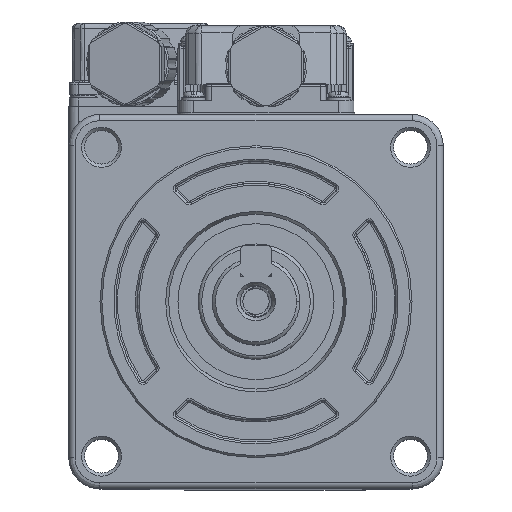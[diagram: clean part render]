
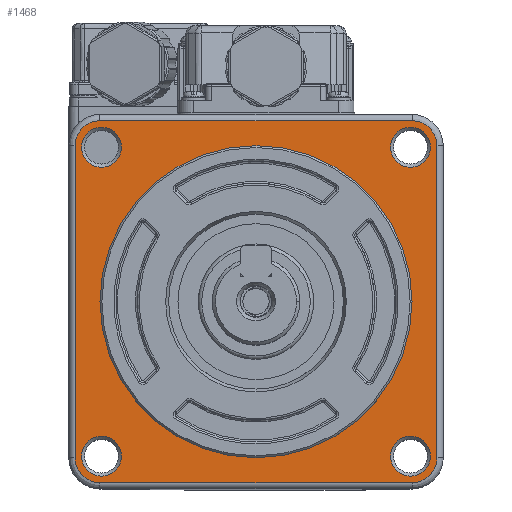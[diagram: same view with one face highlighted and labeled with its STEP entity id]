
A CAD part, top view. The second image highlights one B-rep face of the part: STEP entity #1468.
In plain terms, the highlighted planar face has unit normal (0, 0, 1).
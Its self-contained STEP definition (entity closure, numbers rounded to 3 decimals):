
#457=CARTESIAN_POINT('',(-121.,-25.,-17.1));
#458=VERTEX_POINT('',#457);
#474=CARTESIAN_POINT('',(-121.,25.,-17.1));
#475=VERTEX_POINT('',#474);
#483=CARTESIAN_POINT('',(-121.,25.,-17.1));
#484=DIRECTION('',(0.,-1.,0.));
#485=VECTOR('',#484,50.);
#486=LINE('',#483,#485);
#487=EDGE_CURVE('',#475,#458,#486,.T.);
#741=CARTESIAN_POINT('',(-179.,25.,-17.1));
#742=VERTEX_POINT('',#741);
#758=CARTESIAN_POINT('',(-179.,-25.,-17.1));
#759=VERTEX_POINT('',#758);
#767=CARTESIAN_POINT('',(-179.,-25.,-17.1));
#768=DIRECTION('',(0.,1.,0.));
#769=VECTOR('',#768,50.);
#770=LINE('',#767,#769);
#771=EDGE_CURVE('',#759,#742,#770,.T.);
#983=CARTESIAN_POINT('',(-175.,-29.,-17.1));
#984=VERTEX_POINT('',#983);
#998=CARTESIAN_POINT('',(-125.,-29.,-17.1));
#999=VERTEX_POINT('',#998);
#1007=CARTESIAN_POINT('',(-125.,-29.,-17.1));
#1008=DIRECTION('',(-1.,0.,0.));
#1009=VECTOR('',#1008,50.);
#1010=LINE('',#1007,#1009);
#1011=EDGE_CURVE('',#999,#984,#1010,.T.);
#1183=CARTESIAN_POINT('',(-175.,29.,-17.1));
#1184=VERTEX_POINT('',#1183);
#1192=CARTESIAN_POINT('',(-125.,29.,-17.1));
#1193=VERTEX_POINT('',#1192);
#1194=CARTESIAN_POINT('',(-175.,29.,-17.1));
#1195=DIRECTION('',(1.,0.,0.));
#1196=VECTOR('',#1195,50.);
#1197=LINE('',#1194,#1196);
#1198=EDGE_CURVE('',#1184,#1193,#1197,.T.);
#1326=CARTESIAN_POINT('',(-125.,25.,-17.1));
#1327=DIRECTION('',(0.,1.,0.));
#1328=DIRECTION('',(0.,-0.,-1.));
#1329=AXIS2_PLACEMENT_3D('',#1326,#1328,#1327);
#1330=CIRCLE('',#1329,4.);
#1331=EDGE_CURVE('',#1193,#475,#1330,.T.);
#1367=CARTESIAN_POINT('',(-125.,-25.,-17.1));
#1368=DIRECTION('',(1.,0.,0.));
#1369=DIRECTION('',(-0.,0.,-1.));
#1370=AXIS2_PLACEMENT_3D('',#1367,#1369,#1368);
#1371=CIRCLE('',#1370,4.);
#1372=EDGE_CURVE('',#458,#999,#1371,.T.);
#1377=CARTESIAN_POINT('',(-150.,0.,-17.1));
#1378=DIRECTION('',(0.,1.,0.));
#1379=DIRECTION('',(0.,-0.,1.));
#1380=AXIS2_PLACEMENT_3D('',#1377,#1379,#1378);
#1381=PLANE('',#1380);
#1382=ORIENTED_EDGE('',*,*,#1372,.F.);
#1383=ORIENTED_EDGE('',*,*,#487,.F.);
#1384=ORIENTED_EDGE('',*,*,#1331,.F.);
#1385=ORIENTED_EDGE('',*,*,#1198,.F.);
#1386=CARTESIAN_POINT('',(-175.,25.,-17.1));
#1387=DIRECTION('',(0.,1.,0.));
#1388=DIRECTION('',(0.,0.,1.));
#1389=AXIS2_PLACEMENT_3D('',#1386,#1388,#1387);
#1390=CIRCLE('',#1389,4.);
#1391=EDGE_CURVE('',#1184,#742,#1390,.T.);
#1392=ORIENTED_EDGE('',*,*,#1391,.T.);
#1393=ORIENTED_EDGE('',*,*,#771,.F.);
#1394=CARTESIAN_POINT('',(-175.,-25.,-17.1));
#1395=DIRECTION('',(-1.,0.,0.));
#1396=DIRECTION('',(-0.,0.,1.));
#1397=AXIS2_PLACEMENT_3D('',#1394,#1396,#1395);
#1398=CIRCLE('',#1397,4.);
#1399=EDGE_CURVE('',#759,#984,#1398,.T.);
#1400=ORIENTED_EDGE('',*,*,#1399,.T.);
#1401=ORIENTED_EDGE('',*,*,#1011,.F.);
#1402=EDGE_LOOP('',(#1382,#1383,#1384,#1385,#1392,#1393,#1400,#1401));
#1403=FACE_OUTER_BOUND('',#1402,.T.);
#1404=CARTESIAN_POINT('',(-177.949,24.749,-17.1));
#1405=VERTEX_POINT('',#1404);
#1406=CARTESIAN_POINT('',(-174.749,24.749,-17.1));
#1407=DIRECTION('',(-1.,0.,0.));
#1408=DIRECTION('',(0.,0.,-1.));
#1409=AXIS2_PLACEMENT_3D('',#1406,#1408,#1407);
#1410=CIRCLE('',#1409,3.2);
#1411=EDGE_CURVE('',#1405,#1405,#1410,.T.);
#1412=ORIENTED_EDGE('',*,*,#1411,.T.);
#1413=EDGE_LOOP('',(#1412));
#1414=FACE_BOUND('',#1413,.T.);
#1415=CARTESIAN_POINT('',(-177.949,-24.749,-17.1));
#1416=VERTEX_POINT('',#1415);
#1417=CARTESIAN_POINT('',(-174.749,-24.749,-17.1));
#1418=DIRECTION('',(-1.,0.,0.));
#1419=DIRECTION('',(0.,0.,-1.));
#1420=AXIS2_PLACEMENT_3D('',#1417,#1419,#1418);
#1421=CIRCLE('',#1420,3.2);
#1422=EDGE_CURVE('',#1416,#1416,#1421,.T.);
#1423=ORIENTED_EDGE('',*,*,#1422,.T.);
#1424=EDGE_LOOP('',(#1423));
#1425=FACE_BOUND('',#1424,.T.);
#1426=CARTESIAN_POINT('',(-128.451,-24.749,-17.1));
#1427=VERTEX_POINT('',#1426);
#1428=CARTESIAN_POINT('',(-125.251,-24.749,-17.1));
#1429=DIRECTION('',(-1.,0.,0.));
#1430=DIRECTION('',(0.,0.,-1.));
#1431=AXIS2_PLACEMENT_3D('',#1428,#1430,#1429);
#1432=CIRCLE('',#1431,3.2);
#1433=EDGE_CURVE('',#1427,#1427,#1432,.T.);
#1434=ORIENTED_EDGE('',*,*,#1433,.T.);
#1435=EDGE_LOOP('',(#1434));
#1436=FACE_BOUND('',#1435,.T.);
#1437=CARTESIAN_POINT('',(-128.451,24.749,-17.1));
#1438=VERTEX_POINT('',#1437);
#1439=CARTESIAN_POINT('',(-125.251,24.749,-17.1));
#1440=DIRECTION('',(-1.,0.,0.));
#1441=DIRECTION('',(0.,0.,-1.));
#1442=AXIS2_PLACEMENT_3D('',#1439,#1441,#1440);
#1443=CIRCLE('',#1442,3.2);
#1444=EDGE_CURVE('',#1438,#1438,#1443,.T.);
#1445=ORIENTED_EDGE('',*,*,#1444,.T.);
#1446=EDGE_LOOP('',(#1445));
#1447=FACE_BOUND('',#1446,.T.);
#1448=CARTESIAN_POINT('',(-175.,0.,-17.1));
#1449=VERTEX_POINT('',#1448);
#1450=CARTESIAN_POINT('',(-125.,0.,-17.1));
#1451=VERTEX_POINT('',#1450);
#1452=CARTESIAN_POINT('',(-150.,0.,-17.1));
#1453=DIRECTION('',(-1.,0.,0.));
#1454=DIRECTION('',(0.,0.,-1.));
#1455=AXIS2_PLACEMENT_3D('',#1452,#1454,#1453);
#1456=CIRCLE('',#1455,25.);
#1457=EDGE_CURVE('',#1449,#1451,#1456,.T.);
#1458=ORIENTED_EDGE('',*,*,#1457,.T.);
#1459=CARTESIAN_POINT('',(-150.,0.,-17.1));
#1460=DIRECTION('',(1.,0.,0.));
#1461=DIRECTION('',(0.,0.,-1.));
#1462=AXIS2_PLACEMENT_3D('',#1459,#1461,#1460);
#1463=CIRCLE('',#1462,25.);
#1464=EDGE_CURVE('',#1451,#1449,#1463,.T.);
#1465=ORIENTED_EDGE('',*,*,#1464,.T.);
#1466=EDGE_LOOP('',(#1458,#1465));
#1467=FACE_BOUND('',#1466,.T.);
#1468=ADVANCED_FACE('',(#1403,#1414,#1425,#1436,#1447,#1467),#1381,.T.);
